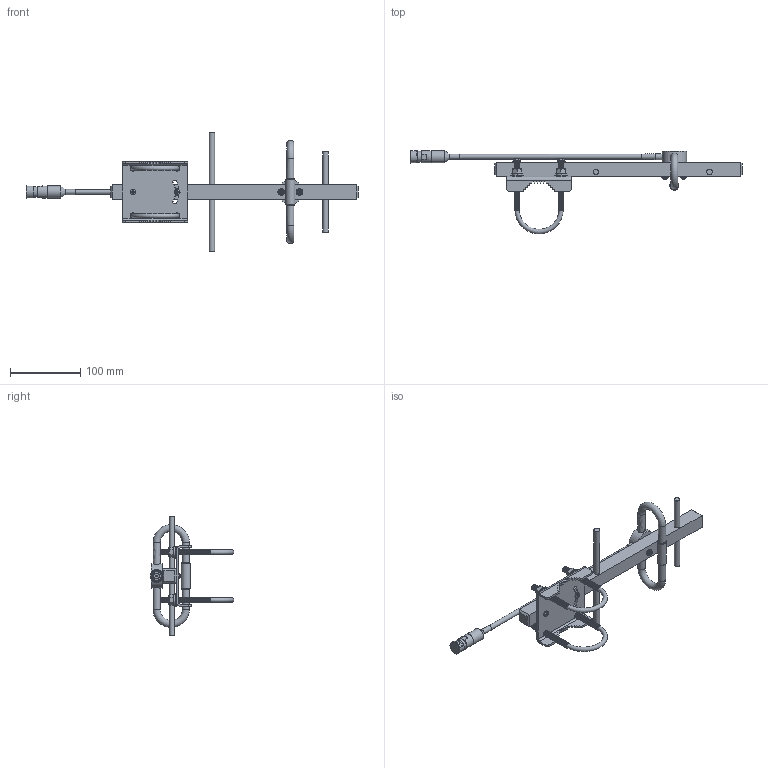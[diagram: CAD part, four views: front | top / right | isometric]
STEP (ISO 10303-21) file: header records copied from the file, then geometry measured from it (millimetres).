
FILE_DESCRIPTION (( 'STEP AP214' ), '1' );
FILE_NAME ('HG903YE.STEP', '2018-01-22T14:01:01', ( '' ), ( '' ), 'SwSTEP 2.0', 'SolidWorks 2014', '' );
FILE_SCHEMA (( 'AUTOMOTIVE_DESIGN' ));
Length unit declared in the file: inch
Products named in the file (23): HG903YE-MA1; Hex Nut_AI_HNUT 0.3125-18-D-N; Lock Washer Spring Regular_AI_Regular LW 0.3125; HG903YE; Flat Washer Type A Narrow_AI_Preferred Narrow FW 0.3125; HG903YE-MA3; Lock Washer Spring Regular_AI_Regular LW 0.138; Flat Washer Type A Narrow_AI_Preferred Narrow FW 0.138; Pan Cross Head_AI_CR-PHMS 0.138-32x1.125x1.125-N; Pan Cross Head_AI_CR-PHMS 0.164-32x1.125x1.125-N; HG903YE-MA4; HG903YE-MA6; HG903YE-MA5; ANF-1610; HG903YE-MA7; ANF-1610-MA2; Machine Screw Nut Hex_AI_MSHXNUT 0.164-32-S-N; ANF-1610-MA1; Lock Washer Spring Regular_AI_Regular LW 0.164; HG903YE-MA2; Flat Washer Type A Narrow_AI_Preferred Narrow FW 0.164
Assembly tree (39 placements, depth 4):
  HG903YE
    HG903YE-MA1
    HG903YE-MA2
    HG903YE-MA4
      HG903YE-MA4
      ANF-1610
        ANF-1610
        ANF-1610-MA1
        ANF-1610-MA2
      HG903YE-MA5
      HG903YE-MA6
    Pan Cross Head_AI_CR-PHMS 0.164-32x1.125x1.125-N  x2
    Pan Cross Head_AI_CR-PHMS 0.138-32x1.125x1.125-N  x2
    Flat Washer Type A Narrow_AI_Preferred Narrow FW 0.138  x2
    Lock Washer Spring Regular_AI_Regular LW 0.138  x2
    HG903YE-MA3  x2
    Flat Washer Type A Narrow_AI_Preferred Narrow FW 0.3125  x4
    Lock Washer Spring Regular_AI_Regular LW 0.3125  x4
    Hex Nut_AI_HNUT 0.3125-18-D-N  x4
    Flat Washer Type A Narrow_AI_Preferred Narrow FW 0.164  x2
    Lock Washer Spring Regular_AI_Regular LW 0.164  x2
    Machine Screw Nut Hex_AI_MSHXNUT 0.164-32-S-N  x2
    HG903YE-MA7
Bounding box: 473.51 x 119.36 x 169.98 mm (x, y, z)
Volume: 252219.2 mm3; surface area: 116501.4 mm2
Topology: 35 solids, 37 shells, 1442 faces, 3320 edges, 1960 vertices
Faces by surface type: cone 712, cylinder 426, plane 289, torus 8, sphere 4, bspline 3
Full cylindrical faces by diameter (mm): 1.764 x1, 2.3 x1, 3 x1, 3.454 x2, 3.505 x2, 3.556 x1, 3.6 x2, 3.962 x2, 4.064 x2, 4.166 x4, 4.572 x2, 4.7 x1, 4.775 x2, 5.3 x1, 5.334 x2, 5.588 x8, 6.35 x296, 6.528 x4, 6.858 x2, 7.112 x2, 7.366 x1, 7.925 x4, 7.938 x4, 8.128 x1, 8.179 x2, 8.382 x2, 8.509 x4, 8.738 x4, 9.525 x2, 10.287 x1
Entity records: 21777 total; most frequent: CARTESIAN_POINT 3949, DIRECTION 3482, ORIENTED_EDGE 2302, AXIS2_PLACEMENT_3D 1573, EDGE_LOOP 1432, EDGE_CURVE 1151, FACE_OUTER_BOUND 1040, VERTEX_POINT 947
